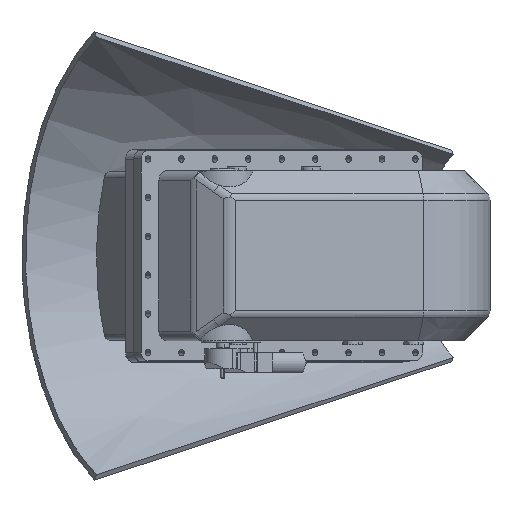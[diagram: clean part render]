
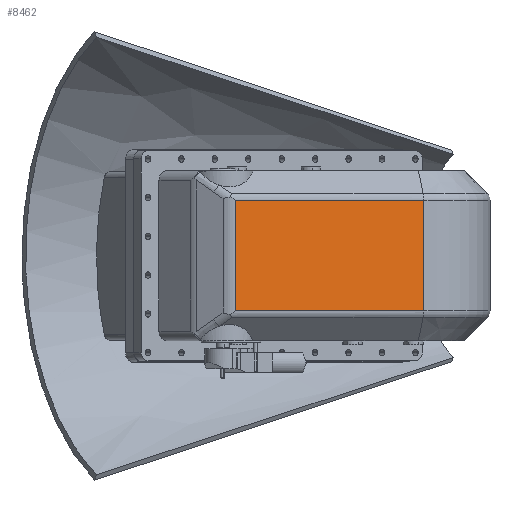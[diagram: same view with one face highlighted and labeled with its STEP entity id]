
A CAD part, front view. The second image highlights one B-rep face of the part: STEP entity #8462.
In plain terms, the highlighted planar face has unit normal (0.21, -0.978, 0).
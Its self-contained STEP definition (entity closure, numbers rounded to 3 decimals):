
#2070=CARTESIAN_POINT('Line Origine',(-964.821,-448.603,-280.842)) ;
#2074=CARTESIAN_POINT('Vertex',(-930.283,-441.169,-280.842)) ;
#2076=CARTESIAN_POINT('Vertex',(-639.611,-378.602,-280.842)) ;
#3068=CARTESIAN_POINT('Line Origine',(-930.283,-441.169,-64.056)) ;
#3072=CARTESIAN_POINT('Vertex',(-930.283,-441.169,-110.269)) ;
#5144=CARTESIAN_POINT('Vertex',(-639.611,-378.602,-110.269)) ;
#7997=CARTESIAN_POINT('Line Origine',(-964.821,-448.603,-110.269)) ;
#8439=CARTESIAN_POINT('Line Origine',(-639.611,-378.602,-64.056)) ;
#8451=CARTESIAN_POINT('Axis2P3D Location',(-964.821,-448.603,-64.056)) ;
#2071=DIRECTION('Vector Direction',(0.978,0.21,0.)) ;
#3069=DIRECTION('Vector Direction',(0.,0.,-1.)) ;
#7998=DIRECTION('Vector Direction',(0.978,0.21,0.)) ;
#8440=DIRECTION('Vector Direction',(0.,0.,-1.)) ;
#8452=DIRECTION('Axis2P3D Direction',(-0.21,0.978,0.)) ;
#8453=DIRECTION('Axis2P3D XDirection',(-0.978,-0.21,0.)) ;
#8454=AXIS2_PLACEMENT_3D('Plane Axis2P3D',#8451,#8452,#8453) ;
#8457=ORIENTED_EDGE('',*,*,#8001,.T.) ;
#8458=ORIENTED_EDGE('',*,*,#3074,.T.) ;
#8459=ORIENTED_EDGE('',*,*,#2078,.T.) ;
#8460=ORIENTED_EDGE('',*,*,#8443,.F.) ;
#2072=VECTOR('Line Direction',#2071,1.) ;
#3070=VECTOR('Line Direction',#3069,1.) ;
#7999=VECTOR('Line Direction',#7998,1.) ;
#8441=VECTOR('Line Direction',#8440,1.) ;
#8462=ADVANCED_FACE('Compact Retract Opened',(#8461),#8455,.F.) ;
#2078=EDGE_CURVE('',#2075,#2077,#2073,.T.) ;
#3074=EDGE_CURVE('',#3073,#2075,#3071,.T.) ;
#8001=EDGE_CURVE('',#5145,#3073,#8000,.F.) ;
#8443=EDGE_CURVE('',#5145,#2077,#8442,.T.) ;
#8456=EDGE_LOOP('',(#8457,#8458,#8459,#8460)) ;
#8461=FACE_OUTER_BOUND('',#8456,.T.) ;
#2073=LINE('Line',#2070,#2072) ;
#3071=LINE('Line',#3068,#3070) ;
#8000=LINE('Line',#7997,#7999) ;
#8442=LINE('Line',#8439,#8441) ;
#8455=PLANE('',#8454) ;
#2075=VERTEX_POINT('',#2074) ;
#2077=VERTEX_POINT('',#2076) ;
#3073=VERTEX_POINT('',#3072) ;
#5145=VERTEX_POINT('',#5144) ;
